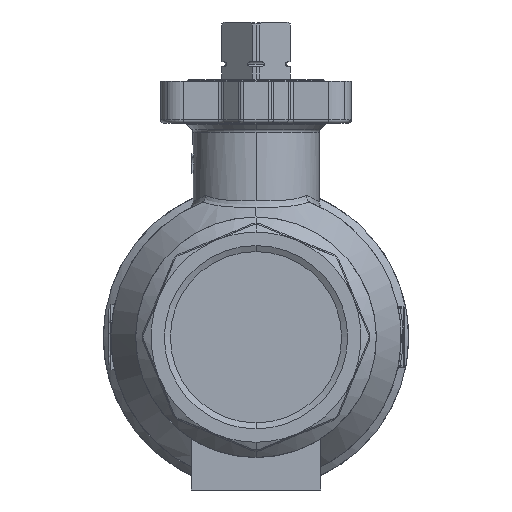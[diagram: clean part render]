
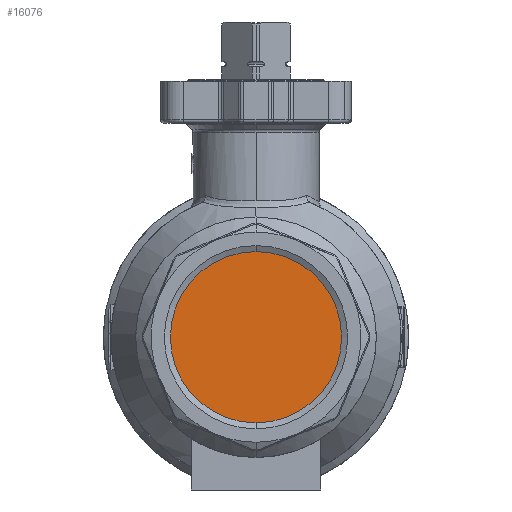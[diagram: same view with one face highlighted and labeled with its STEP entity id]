
A CAD part, left-side view. The second image highlights one B-rep face of the part: STEP entity #16076.
In plain terms, the highlighted planar face has unit normal (-1, 0, 0).
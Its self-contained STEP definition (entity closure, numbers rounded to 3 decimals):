
#3467=CARTESIAN_POINT('',(-34.,0.,-22.423));
#3468=VERTEX_POINT('',#3467);
#3477=CARTESIAN_POINT('',(-34.,0.,22.423));
#3478=VERTEX_POINT('',#3477);
#3479=CARTESIAN_POINT('',(-34.,0.,-0.));
#3480=DIRECTION('',(1.,-0.,0.));
#3481=DIRECTION('',(0.,0.,-1.));
#3482=AXIS2_PLACEMENT_3D('',#3479,#3480,#3481);
#3483=CIRCLE('',#3482,22.423);
#3484=EDGE_CURVE('',#3468,#3478,#3483,.T.);
#16061=CARTESIAN_POINT('',(-34.,0.,-21.211));
#16062=DIRECTION('',(1.,-0.,0.));
#16063=DIRECTION('',(-0.,-0.,1.));
#16064=AXIS2_PLACEMENT_3D('',#16061,#16062,#16063);
#16065=PLANE('',#16064);
#16066=CARTESIAN_POINT('',(-34.,0.,-0.));
#16067=DIRECTION('',(1.,-0.,0.));
#16068=DIRECTION('',(0.,0.,-1.));
#16069=AXIS2_PLACEMENT_3D('',#16066,#16067,#16068);
#16070=CIRCLE('',#16069,22.423);
#16071=EDGE_CURVE('',#3478,#3468,#16070,.T.);
#16072=ORIENTED_EDGE('',*,*,#16071,.F.);
#16073=ORIENTED_EDGE('',*,*,#3484,.F.);
#16074=EDGE_LOOP('',(#16072,#16073));
#16075=FACE_BOUND('',#16074,.T.);
#16076=ADVANCED_FACE('',(#16075),#16065,.F.);
